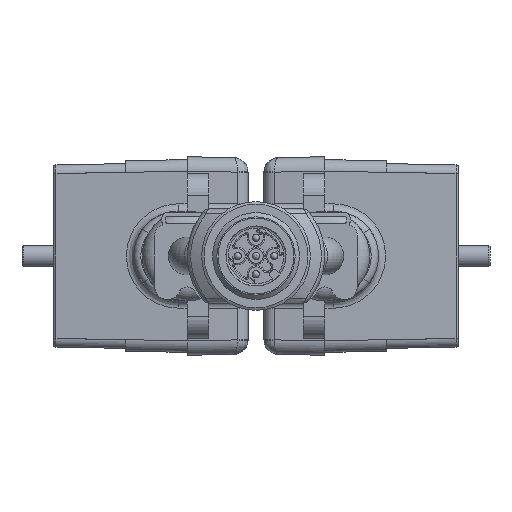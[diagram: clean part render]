
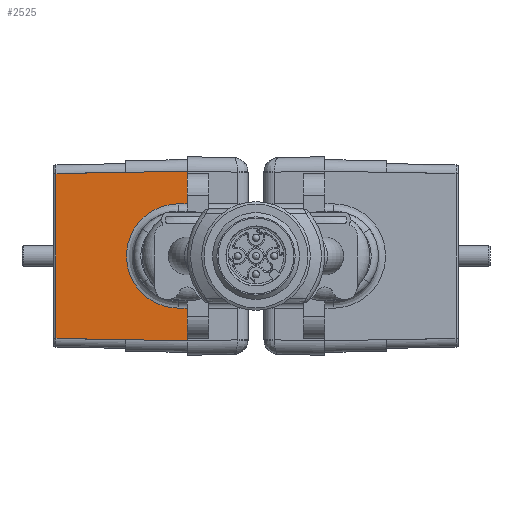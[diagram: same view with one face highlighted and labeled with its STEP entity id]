
A CAD part, front view. The second image highlights one B-rep face of the part: STEP entity #2525.
In plain terms, the highlighted planar face has unit normal (-0.018, -1, 0).
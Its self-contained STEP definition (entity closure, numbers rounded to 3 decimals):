
#34=ELLIPSE('',#17672,7.201,7.2);
#2525=ADVANCED_FACE('',(#3815),#3072,.T.);
#3072=PLANE('',#17673);
#3815=FACE_OUTER_BOUND('',#4818,.T.);
#4818=EDGE_LOOP('',(#8092,#8093,#8094,#8095,#8096,#8097,#8098,#8099,#8100,
#8101,#8102,#8103));
#8092=ORIENTED_EDGE('',*,*,#12997,.T.);
#8093=ORIENTED_EDGE('',*,*,#12998,.T.);
#8094=ORIENTED_EDGE('',*,*,#12999,.T.);
#8095=ORIENTED_EDGE('',*,*,#13000,.T.);
#8096=ORIENTED_EDGE('',*,*,#13001,.T.);
#8097=ORIENTED_EDGE('',*,*,#13002,.T.);
#8098=ORIENTED_EDGE('',*,*,#13003,.T.);
#8099=ORIENTED_EDGE('',*,*,#13004,.T.);
#8100=ORIENTED_EDGE('',*,*,#13005,.T.);
#8101=ORIENTED_EDGE('',*,*,#13006,.T.);
#8102=ORIENTED_EDGE('',*,*,#13007,.T.);
#8103=ORIENTED_EDGE('',*,*,#13008,.F.);
#10945=VERTEX_POINT('',#29330);
#10946=VERTEX_POINT('',#29331);
#10947=VERTEX_POINT('',#29333);
#10948=VERTEX_POINT('',#29335);
#10949=VERTEX_POINT('',#29337);
#10950=VERTEX_POINT('',#29339);
#10951=VERTEX_POINT('',#29341);
#10952=VERTEX_POINT('',#29343);
#10953=VERTEX_POINT('',#29345);
#10954=VERTEX_POINT('',#29347);
#10955=VERTEX_POINT('',#29349);
#10956=VERTEX_POINT('',#29351);
#12997=EDGE_CURVE('',#10945,#10946,#14596,.T.);
#12998=EDGE_CURVE('',#10946,#10947,#14597,.T.);
#12999=EDGE_CURVE('',#10947,#10948,#14598,.T.);
#13000=EDGE_CURVE('',#10948,#10949,#14599,.T.);
#13001=EDGE_CURVE('',#10949,#10950,#14600,.T.);
#13002=EDGE_CURVE('',#10950,#10951,#14601,.T.);
#13003=EDGE_CURVE('',#10951,#10952,#14602,.T.);
#13004=EDGE_CURVE('',#10952,#10953,#14603,.T.);
#13005=EDGE_CURVE('',#10953,#10954,#34,.T.);
#13006=EDGE_CURVE('',#10954,#10955,#14604,.T.);
#13007=EDGE_CURVE('',#10955,#10956,#14605,.T.);
#13008=EDGE_CURVE('',#10945,#10956,#14606,.T.);
#14596=LINE('',#29329,#15962);
#14597=LINE('',#29332,#15963);
#14598=LINE('',#29334,#15964);
#14599=LINE('',#29336,#15965);
#14600=LINE('',#29338,#15966);
#14601=LINE('',#29340,#15967);
#14602=LINE('',#29342,#15968);
#14603=LINE('',#29344,#15969);
#14604=LINE('',#29348,#15970);
#14605=LINE('',#29350,#15971);
#14606=LINE('',#29352,#15972);
#15962=VECTOR('',#21285,1.);
#15963=VECTOR('',#21286,1.);
#15964=VECTOR('',#21287,1.);
#15965=VECTOR('',#21288,1.);
#15966=VECTOR('',#21289,1.);
#15967=VECTOR('',#21290,1.);
#15968=VECTOR('',#21291,1.);
#15969=VECTOR('',#21292,1.);
#15970=VECTOR('',#21295,1.);
#15971=VECTOR('',#21296,1.);
#15972=VECTOR('',#21297,1.);
#17672=AXIS2_PLACEMENT_3D('',#29346,#21293,#21294);
#17673=AXIS2_PLACEMENT_3D('',#29353,#21298,#21299);
#21285=DIRECTION('',(0.,0.,1.));
#21286=DIRECTION('',(-1.,0.017,-0.017));
#21287=DIRECTION('',(0.,0.,-1.));
#21288=DIRECTION('',(1.,-0.017,-0.017));
#21289=DIRECTION('',(0.,0.,1.));
#21290=DIRECTION('',(0.,0.,1.));
#21291=DIRECTION('',(0.,0.,1.));
#21292=DIRECTION('',(-1.,0.017,0.));
#21293=DIRECTION('',(0.017,1.,0.));
#21294=DIRECTION('',(1.,-0.017,0.));
#21295=DIRECTION('',(1.,-0.017,0.));
#21296=DIRECTION('',(0.,0.,1.));
#21297=DIRECTION('',(0.,0.,-1.));
#21298=DIRECTION('',(-0.017,-1.,0.));
#21299=DIRECTION('',(0.,0.,-1.));
#29329=CARTESIAN_POINT('',(58.186,49.256,14.45));
#29330=CARTESIAN_POINT('',(58.186,49.256,11.35));
#29331=CARTESIAN_POINT('',(58.186,49.256,11.7));
#29332=CARTESIAN_POINT('',(49.714,49.404,11.552));
#29333=CARTESIAN_POINT('',(40.079,49.572,11.384));
#29334=CARTESIAN_POINT('',(40.079,49.572,14.45));
#29335=CARTESIAN_POINT('',(40.079,49.572,-11.384));
#29336=CARTESIAN_POINT('',(64.926,49.139,-11.818));
#29337=CARTESIAN_POINT('',(58.186,49.256,-11.7));
#29338=CARTESIAN_POINT('',(58.186,49.256,14.45));
#29339=CARTESIAN_POINT('',(58.186,49.256,-11.35));
#29340=CARTESIAN_POINT('',(58.186,49.256,-11.35));
#29341=CARTESIAN_POINT('',(58.186,49.256,-9.35));
#29342=CARTESIAN_POINT('',(58.186,49.256,14.45));
#29343=CARTESIAN_POINT('',(58.186,49.256,-7.2));
#29344=CARTESIAN_POINT('',(56.986,49.277,-7.2));
#29345=CARTESIAN_POINT('',(57.003,49.277,-7.2));
#29346=CARTESIAN_POINT('',(57.003,49.277,0.));
#29347=CARTESIAN_POINT('',(57.003,49.277,7.2));
#29348=CARTESIAN_POINT('',(58.186,49.256,7.2));
#29349=CARTESIAN_POINT('',(58.186,49.256,7.2));
#29350=CARTESIAN_POINT('',(58.186,49.256,14.45));
#29351=CARTESIAN_POINT('',(58.186,49.256,9.35));
#29352=CARTESIAN_POINT('',(58.186,49.256,11.35));
#29353=CARTESIAN_POINT('',(65.385,49.131,14.45));
